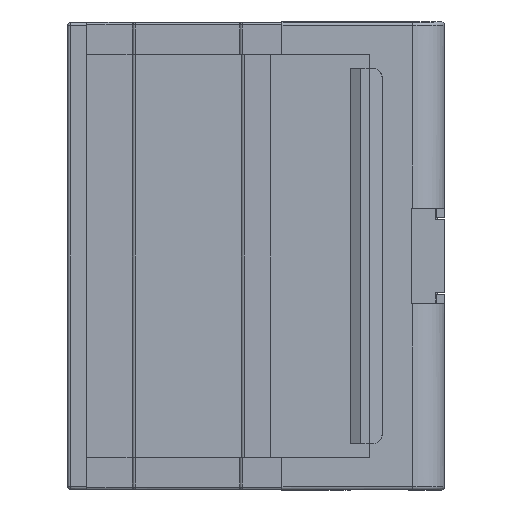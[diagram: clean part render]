
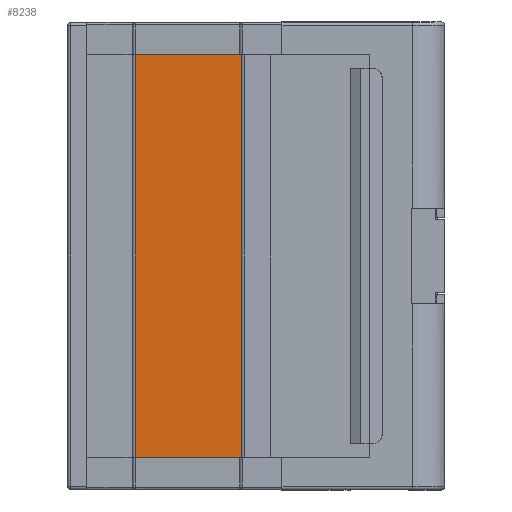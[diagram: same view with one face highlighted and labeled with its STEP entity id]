
A CAD part, left-side view. The second image highlights one B-rep face of the part: STEP entity #8238.
In plain terms, the highlighted planar face has unit normal (-1, 0, 0).
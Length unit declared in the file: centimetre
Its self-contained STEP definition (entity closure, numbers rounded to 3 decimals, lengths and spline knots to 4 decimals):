
#394 = CARTESIAN_POINT ( 'NONE',  ( -3.0806, 3.5965, -6.7 ) ) ;
#845 = VECTOR ( 'NONE', #17526, 100. ) ;
#1068 = DIRECTION ( 'NONE',  ( 1., 0., 0. ) ) ;
#2053 = LINE ( 'NONE', #22299, #10113 ) ;
#2086 = EDGE_CURVE ( 'NONE', #21585, #8719, #6662, .T. ) ;
#4362 = LINE ( 'NONE', #9089, #8606 ) ;
#6296 = LINE ( 'NONE', #25771, #845 ) ;
#6662 = LINE ( 'NONE', #23665, #12810 ) ;
#8238 = ADVANCED_FACE ( 'NONE', ( #15771 ), #15289, .F. ) ;
#8606 = VECTOR ( 'NONE', #10978, 100. ) ;
#8719 = VERTEX_POINT ( 'NONE', #24391 ) ;
#9089 = CARTESIAN_POINT ( 'NONE',  ( -3.0806, 3.5965, -6.7 ) ) ;
#10024 = VERTEX_POINT ( 'NONE', #16750 ) ;
#10113 = VECTOR ( 'NONE', #15954, 100. ) ;
#10978 = DIRECTION ( 'NONE',  ( 0., 1., 0. ) ) ;
#12434 = EDGE_LOOP ( 'NONE', ( #26162, #21260, #12840, #23589 ) ) ;
#12810 = VECTOR ( 'NONE', #15597, 100. ) ;
#12840 = ORIENTED_EDGE ( 'NONE', *, *, #23786, .T. ) ;
#13286 = EDGE_CURVE ( 'NONE', #25792, #8719, #6296, .T. ) ;
#13790 = EDGE_CURVE ( 'NONE', #10024, #21585, #4362, .T. ) ;
#15289 = PLANE ( 'NONE',  #25808 ) ;
#15597 = DIRECTION ( 'NONE',  ( 0., 0., 1. ) ) ;
#15771 = FACE_OUTER_BOUND ( 'NONE', #12434, .T. ) ;
#15954 = DIRECTION ( 'NONE',  ( 0., 0., 1. ) ) ;
#16750 = CARTESIAN_POINT ( 'NONE',  ( -3.0806, 1.9693, -6.7 ) ) ;
#17526 = DIRECTION ( 'NONE',  ( 0., 1., 0. ) ) ;
#19488 = DIRECTION ( 'NONE',  ( 0., 1., 0. ) ) ;
#21260 = ORIENTED_EDGE ( 'NONE', *, *, #13790, .F. ) ;
#21585 = VERTEX_POINT ( 'NONE', #394 ) ;
#22299 = CARTESIAN_POINT ( 'NONE',  ( -3.0806, 1.9693, -8.821 ) ) ;
#23589 = ORIENTED_EDGE ( 'NONE', *, *, #13286, .T. ) ;
#23665 = CARTESIAN_POINT ( 'NONE',  ( -3.0806, 3.5965, -8.821 ) ) ;
#23786 = EDGE_CURVE ( 'NONE', #10024, #25792, #2053, .T. ) ;
#24274 = CARTESIAN_POINT ( 'NONE',  ( -3.0806, 1.9693, -0.5 ) ) ;
#24391 = CARTESIAN_POINT ( 'NONE',  ( -3.0806, 3.5965, -0.5 ) ) ;
#25645 = CARTESIAN_POINT ( 'NONE',  ( -3.0806, 3.5965, -8.821 ) ) ;
#25771 = CARTESIAN_POINT ( 'NONE',  ( -3.0806, 3.5965, -0.5 ) ) ;
#25792 = VERTEX_POINT ( 'NONE', #24274 ) ;
#25808 = AXIS2_PLACEMENT_3D ( 'NONE', #25645, #1068, #19488 ) ;
#26162 = ORIENTED_EDGE ( 'NONE', *, *, #2086, .F. ) ;
